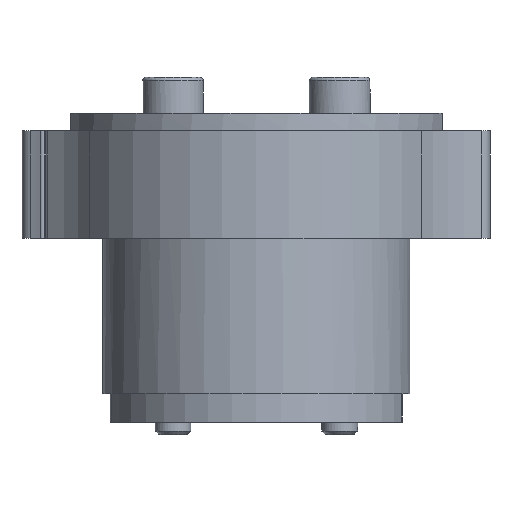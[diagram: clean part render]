
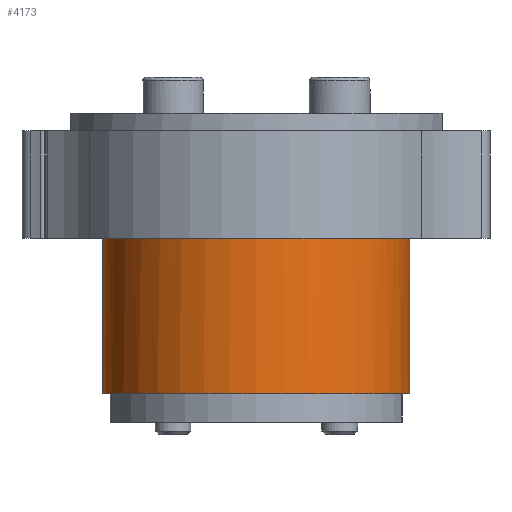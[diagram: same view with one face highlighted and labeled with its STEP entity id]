
A CAD part, front view. The second image highlights one B-rep face of the part: STEP entity #4173.
In plain terms, the highlighted cylindrical face has radius 21.5 mm (diameter 43 mm), a partial arc.
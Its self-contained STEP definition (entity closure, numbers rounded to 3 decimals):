
#194=LINE('',#6740,#508);
#195=LINE('',#6747,#509);
#508=VECTOR('',#5351,10.);
#509=VECTOR('',#5358,10.);
#701=CYLINDRICAL_SURFACE('',#4529,21.5);
#860=FACE_OUTER_BOUND('',#1099,.T.);
#1099=EDGE_LOOP('',(#2916,#2917,#2918,#2919,#2920,#2921));
#1345=CIRCLE('',#4522,21.5);
#1352=CIRCLE('',#4530,21.5);
#1353=CIRCLE('',#4531,21.5);
#1354=CIRCLE('',#4532,21.5);
#1688=VERTEX_POINT('',#6717);
#1689=VERTEX_POINT('',#6719);
#1698=VERTEX_POINT('',#6739);
#1699=VERTEX_POINT('',#6741);
#1700=VERTEX_POINT('',#6743);
#1701=VERTEX_POINT('',#6745);
#2140=EDGE_CURVE('',#1689,#1688,#1345,.T.);
#2150=EDGE_CURVE('',#1688,#1698,#194,.T.);
#2151=EDGE_CURVE('',#1699,#1698,#1352,.T.);
#2152=EDGE_CURVE('',#1700,#1699,#1353,.T.);
#2153=EDGE_CURVE('',#1701,#1700,#1354,.T.);
#2154=EDGE_CURVE('',#1701,#1689,#195,.T.);
#2916=ORIENTED_EDGE('',*,*,#2140,.T.);
#2917=ORIENTED_EDGE('',*,*,#2150,.T.);
#2918=ORIENTED_EDGE('',*,*,#2151,.F.);
#2919=ORIENTED_EDGE('',*,*,#2152,.F.);
#2920=ORIENTED_EDGE('',*,*,#2153,.F.);
#2921=ORIENTED_EDGE('',*,*,#2154,.T.);
#4173=ADVANCED_FACE('',(#860),#701,.T.);
#4522=AXIS2_PLACEMENT_3D('',#6720,#5332,#5333);
#4529=AXIS2_PLACEMENT_3D('',#6738,#5349,#5350);
#4530=AXIS2_PLACEMENT_3D('',#6742,#5352,#5353);
#4531=AXIS2_PLACEMENT_3D('',#6744,#5354,#5355);
#4532=AXIS2_PLACEMENT_3D('',#6746,#5356,#5357);
#5332=DIRECTION('center_axis',(0.,0.,
1.));
#5333=DIRECTION('ref_axis',(-1.,0.023,0.));
#5349=DIRECTION('center_axis',(0.,0.,
1.));
#5350=DIRECTION('ref_axis',(0.,-1.,0.));
#5351=DIRECTION('',(0.,0.,1.));
#5352=DIRECTION('center_axis',(0.,0.,
1.));
#5353=DIRECTION('ref_axis',(-1.,0.023,0.));
#5354=DIRECTION('center_axis',(0.,0.,
1.));
#5355=DIRECTION('ref_axis',(-1.,0.023,0.));
#5356=DIRECTION('center_axis',(0.,0.,
1.));
#5357=DIRECTION('ref_axis',(-1.,0.023,0.));
#5358=DIRECTION('',(0.,0.,-1.));
#6717=CARTESIAN_POINT('',(21.5,0.,-21.75));
#6719=CARTESIAN_POINT('',(-21.5,0.,-21.75));
#6720=CARTESIAN_POINT('Origin',(0.,0.,
-21.75));
#6738=CARTESIAN_POINT('Origin',(0.,0.,
-21.75));
#6739=CARTESIAN_POINT('',(21.5,0.,15.));
#6740=CARTESIAN_POINT('',(21.5,0.,-21.75));
#6741=CARTESIAN_POINT('',(21.448,-1.5,15.));
#6742=CARTESIAN_POINT('Origin',(0.,0.,
15.));
#6743=CARTESIAN_POINT('',(-21.448,-1.5,15.));
#6744=CARTESIAN_POINT('Origin',(0.,0.,
15.));
#6745=CARTESIAN_POINT('',(-21.5,0.,15.));
#6746=CARTESIAN_POINT('Origin',(0.,0.,
15.));
#6747=CARTESIAN_POINT('',(-21.5,0.,-21.75));
